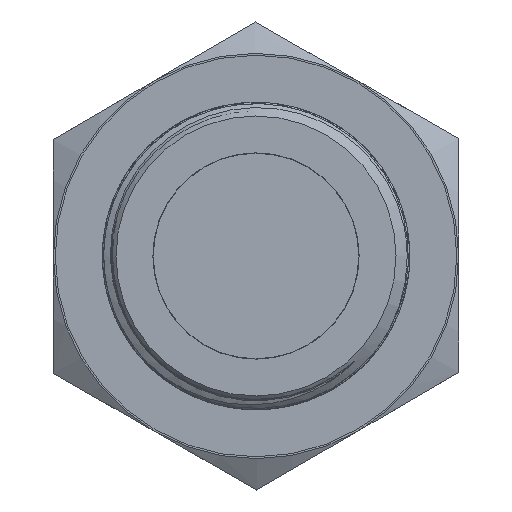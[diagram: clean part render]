
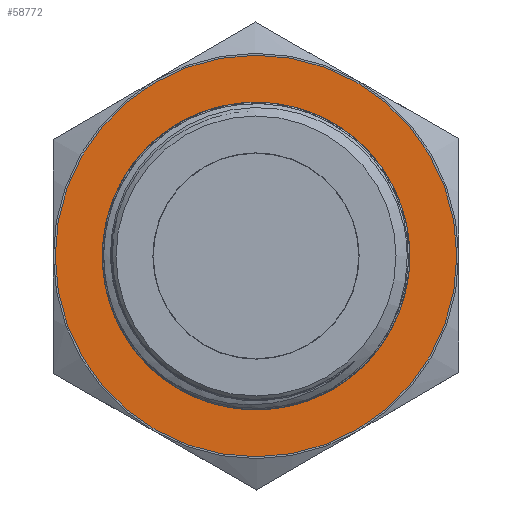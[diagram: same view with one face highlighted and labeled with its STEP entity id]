
A CAD part, left-side view. The second image highlights one B-rep face of the part: STEP entity #58772.
In plain terms, the highlighted planar face has unit normal (-1, 0, 0).
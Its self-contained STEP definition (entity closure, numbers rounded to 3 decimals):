
#4464=FACE_BOUND('',#15106,.T.);
#7617=PLANE('',#66770);
#11153=FACE_OUTER_BOUND('',#15105,.T.);
#15105=EDGE_LOOP('',(#53395));
#15106=EDGE_LOOP('',(#53396));
#16147=CIRCLE('',#66769,27.25);
#16148=CIRCLE('',#66771,19.);
#27803=VERTEX_POINT('',#123524);
#27804=VERTEX_POINT('',#123528);
#36439=EDGE_CURVE('',#27803,#27803,#16147,.T.);
#36440=EDGE_CURVE('',#27804,#27804,#16148,.T.);
#53395=ORIENTED_EDGE('',*,*,#36439,.F.);
#53396=ORIENTED_EDGE('',*,*,#36440,.T.);
#58772=ADVANCED_FACE('',(#11153,#4464),#7617,.T.);
#66769=AXIS2_PLACEMENT_3D('',#123526,#84253,#84254);
#66770=AXIS2_PLACEMENT_3D('',#123527,#84255,#84256);
#66771=AXIS2_PLACEMENT_3D('',#123529,#84257,#84258);
#84253=DIRECTION('center_axis',(1.,0.,0.));
#84254=DIRECTION('ref_axis',(0.,0.,-1.));
#84255=DIRECTION('center_axis',(-1.,0.,0.));
#84256=DIRECTION('ref_axis',(0.,0.,1.));
#84257=DIRECTION('center_axis',(1.,0.,0.));
#84258=DIRECTION('ref_axis',(0.,0.,-1.));
#123524=CARTESIAN_POINT('',(-45.1,-27.25,0.));
#123526=CARTESIAN_POINT('Origin',(-45.1,0.,0.));
#123527=CARTESIAN_POINT('Origin',(-45.1,27.25,0.));
#123528=CARTESIAN_POINT('',(-45.1,-19.,0.));
#123529=CARTESIAN_POINT('Origin',(-45.1,0.,0.));
